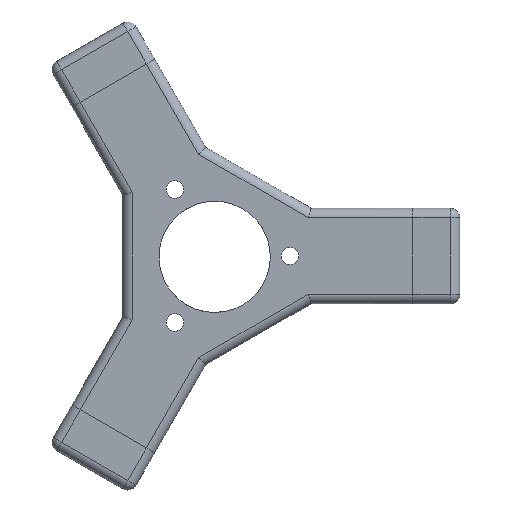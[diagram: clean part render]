
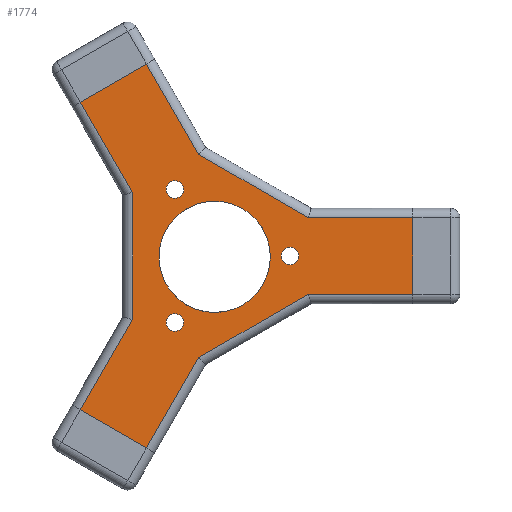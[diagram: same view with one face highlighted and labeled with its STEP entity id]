
A CAD part, front view. The second image highlights one B-rep face of the part: STEP entity #1774.
In plain terms, the highlighted planar face has unit normal (0, -1, 0).
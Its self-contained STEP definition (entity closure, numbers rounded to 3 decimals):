
#43=FACE_BOUND('',#276,.T.);
#44=FACE_BOUND('',#277,.T.);
#45=FACE_BOUND('',#278,.T.);
#46=FACE_BOUND('',#279,.T.);
#78=PLANE('',#1967);
#164=FACE_OUTER_BOUND('',#275,.T.);
#275=EDGE_LOOP('',(#1370,#1371,#1372,#1373,#1374,#1375,#1376,#1377,#1378,
#1379,#1380,#1381,#1382,#1383,#1384));
#276=EDGE_LOOP('',(#1385));
#277=EDGE_LOOP('',(#1386));
#278=EDGE_LOOP('',(#1387));
#279=EDGE_LOOP('',(#1388));
#367=LINE('',#2721,#506);
#368=LINE('',#2722,#507);
#390=LINE('',#2814,#529);
#391=LINE('',#2815,#530);
#413=LINE('',#2909,#552);
#414=LINE('',#2910,#553);
#418=LINE('',#2931,#557);
#419=LINE('',#2933,#558);
#420=LINE('',#2935,#559);
#421=LINE('',#2936,#560);
#422=LINE('',#2938,#561);
#423=LINE('',#2940,#562);
#424=LINE('',#2941,#563);
#425=LINE('',#2943,#564);
#426=LINE('',#2944,#565);
#506=VECTOR('',#2149,10.);
#507=VECTOR('',#2150,10.);
#529=VECTOR('',#2254,10.);
#530=VECTOR('',#2255,10.);
#552=VECTOR('',#2361,10.);
#553=VECTOR('',#2362,10.);
#557=VECTOR('',#2386,10.);
#558=VECTOR('',#2387,10.);
#559=VECTOR('',#2388,10.);
#560=VECTOR('',#2389,10.);
#561=VECTOR('',#2390,10.);
#562=VECTOR('',#2391,10.);
#563=VECTOR('',#2392,10.);
#564=VECTOR('',#2393,10.);
#565=VECTOR('',#2394,10.);
#697=CIRCLE('',#1968,2.75);
#698=CIRCLE('',#1969,2.75);
#699=CIRCLE('',#1970,2.75);
#700=CIRCLE('',#1971,17.5);
#739=VERTEX_POINT('',#2691);
#746=VERTEX_POINT('',#2714);
#748=VERTEX_POINT('',#2720);
#767=VERTEX_POINT('',#2782);
#775=VERTEX_POINT('',#2807);
#777=VERTEX_POINT('',#2813);
#797=VERTEX_POINT('',#2877);
#805=VERTEX_POINT('',#2902);
#807=VERTEX_POINT('',#2908);
#814=VERTEX_POINT('',#2930);
#815=VERTEX_POINT('',#2932);
#816=VERTEX_POINT('',#2934);
#817=VERTEX_POINT('',#2937);
#818=VERTEX_POINT('',#2939);
#819=VERTEX_POINT('',#2942);
#820=VERTEX_POINT('',#2945);
#821=VERTEX_POINT('',#2947);
#822=VERTEX_POINT('',#2949);
#823=VERTEX_POINT('',#2951);
#917=EDGE_CURVE('',#739,#748,#367,.T.);
#918=EDGE_CURVE('',#746,#748,#368,.T.);
#963=EDGE_CURVE('',#767,#777,#390,.T.);
#964=EDGE_CURVE('',#775,#777,#391,.T.);
#1010=EDGE_CURVE('',#797,#807,#413,.T.);
#1011=EDGE_CURVE('',#805,#807,#414,.T.);
#1021=EDGE_CURVE('',#805,#814,#418,.T.);
#1022=EDGE_CURVE('',#815,#797,#419,.T.);
#1023=EDGE_CURVE('',#816,#815,#420,.T.);
#1024=EDGE_CURVE('',#746,#816,#421,.T.);
#1025=EDGE_CURVE('',#817,#739,#422,.T.);
#1026=EDGE_CURVE('',#818,#817,#423,.T.);
#1027=EDGE_CURVE('',#775,#818,#424,.T.);
#1028=EDGE_CURVE('',#819,#767,#425,.T.);
#1029=EDGE_CURVE('',#814,#819,#426,.T.);
#1030=EDGE_CURVE('',#820,#820,#697,.T.);
#1031=EDGE_CURVE('',#821,#821,#698,.T.);
#1032=EDGE_CURVE('',#822,#822,#699,.T.);
#1033=EDGE_CURVE('',#823,#823,#700,.T.);
#1370=ORIENTED_EDGE('',*,*,#1021,.F.);
#1371=ORIENTED_EDGE('',*,*,#1011,.T.);
#1372=ORIENTED_EDGE('',*,*,#1010,.F.);
#1373=ORIENTED_EDGE('',*,*,#1022,.F.);
#1374=ORIENTED_EDGE('',*,*,#1023,.F.);
#1375=ORIENTED_EDGE('',*,*,#1024,.F.);
#1376=ORIENTED_EDGE('',*,*,#918,.T.);
#1377=ORIENTED_EDGE('',*,*,#917,.F.);
#1378=ORIENTED_EDGE('',*,*,#1025,.F.);
#1379=ORIENTED_EDGE('',*,*,#1026,.F.);
#1380=ORIENTED_EDGE('',*,*,#1027,.F.);
#1381=ORIENTED_EDGE('',*,*,#964,.T.);
#1382=ORIENTED_EDGE('',*,*,#963,.F.);
#1383=ORIENTED_EDGE('',*,*,#1028,.F.);
#1384=ORIENTED_EDGE('',*,*,#1029,.F.);
#1385=ORIENTED_EDGE('',*,*,#1030,.T.);
#1386=ORIENTED_EDGE('',*,*,#1031,.T.);
#1387=ORIENTED_EDGE('',*,*,#1032,.T.);
#1388=ORIENTED_EDGE('',*,*,#1033,.T.);
#1774=ADVANCED_FACE('',(#164,#43,#44,#45,#46),#78,.T.);
#1967=AXIS2_PLACEMENT_3D('',#2929,#2384,#2385);
#1968=AXIS2_PLACEMENT_3D('',#2946,#2395,#2396);
#1969=AXIS2_PLACEMENT_3D('',#2948,#2397,#2398);
#1970=AXIS2_PLACEMENT_3D('',#2950,#2399,#2400);
#1971=AXIS2_PLACEMENT_3D('',#2952,#2401,#2402);
#2149=DIRECTION('',(0.,0.,-1.));
#2150=DIRECTION('',(0.,0.,1.));
#2254=DIRECTION('',(0.866,0.,0.5));
#2255=DIRECTION('',(-0.866,0.,-0.5));
#2361=DIRECTION('',(-0.866,0.,0.5));
#2362=DIRECTION('',(0.866,0.,-0.5));
#2384=DIRECTION('center_axis',(0.,-1.,0.));
#2385=DIRECTION('ref_axis',(-0.866,0.,0.5));
#2386=DIRECTION('',(0.5,0.,0.866));
#2387=DIRECTION('',(-0.5,0.,-0.866));
#2388=DIRECTION('',(-0.866,0.,-0.5));
#2389=DIRECTION('',(-1.,0.,0.));
#2390=DIRECTION('',(1.,0.,0.));
#2391=DIRECTION('',(0.866,0.,-0.5));
#2392=DIRECTION('',(0.5,0.,-0.866));
#2393=DIRECTION('',(-0.5,0.,0.866));
#2394=DIRECTION('',(0.,0.,1.));
#2395=DIRECTION('center_axis',(0.,1.,0.));
#2396=DIRECTION('ref_axis',(-1.,0.,0.));
#2397=DIRECTION('center_axis',(0.,1.,0.));
#2398=DIRECTION('ref_axis',(-1.,0.,0.));
#2399=DIRECTION('center_axis',(0.,1.,0.));
#2400=DIRECTION('ref_axis',(-1.,0.,0.));
#2401=DIRECTION('center_axis',(0.,1.,0.));
#2402=DIRECTION('ref_axis',(1.,0.,0.));
#2691=CARTESIAN_POINT('',(297.352,848.,290.976));
#2714=CARTESIAN_POINT('',(297.352,848.,266.976));
#2720=CARTESIAN_POINT('',(297.352,848.,278.976));
#2721=CARTESIAN_POINT('',(297.352,848.,263.976));
#2722=CARTESIAN_POINT('',(297.352,848.,284.976));
#2782=CARTESIAN_POINT('',(192.802,848.,327.338));
#2807=CARTESIAN_POINT('',(213.587,848.,339.338));
#2813=CARTESIAN_POINT('',(203.194,848.,333.338));
#2814=CARTESIAN_POINT('',(216.185,848.,340.838));
#2815=CARTESIAN_POINT('',(197.998,848.,330.338));
#2877=CARTESIAN_POINT('',(213.587,848.,218.614));
#2902=CARTESIAN_POINT('',(192.802,848.,230.614));
#2908=CARTESIAN_POINT('',(203.194,848.,224.614));
#2909=CARTESIAN_POINT('',(190.204,848.,232.114));
#2910=CARTESIAN_POINT('',(208.391,848.,221.614));
#2929=CARTESIAN_POINT('Origin',(232.185,848.,244.827));
#2930=CARTESIAN_POINT('',(209.204,848.,259.023));
#2931=CARTESIAN_POINT('',(208.802,848.,258.327));
#2932=CARTESIAN_POINT('',(229.989,848.,247.023));
#2933=CARTESIAN_POINT('',(229.587,848.,246.327));
#2934=CARTESIAN_POINT('',(264.548,848.,266.976));
#2935=CARTESIAN_POINT('',(230.685,848.,247.425));
#2936=CARTESIAN_POINT('',(248.768,848.,266.976));
#2937=CARTESIAN_POINT('',(264.548,848.,290.976));
#2938=CARTESIAN_POINT('',(248.768,848.,290.976));
#2939=CARTESIAN_POINT('',(229.989,848.,310.929));
#2940=CARTESIAN_POINT('',(262.055,848.,292.416));
#2941=CARTESIAN_POINT('',(244.374,848.,286.014));
#2942=CARTESIAN_POINT('',(209.204,848.,298.929));
#2943=CARTESIAN_POINT('',(223.589,848.,274.014));
#2944=CARTESIAN_POINT('',(209.204,848.,271.476));
#2945=CARTESIAN_POINT('',(261.466,848.,278.976));
#2946=CARTESIAN_POINT('Origin',(258.716,848.,278.976));
#2947=CARTESIAN_POINT('',(225.262,848.,299.878));
#2948=CARTESIAN_POINT('Origin',(222.512,848.,299.878));
#2949=CARTESIAN_POINT('',(225.262,848.,258.074));
#2950=CARTESIAN_POINT('Origin',(222.512,848.,258.074));
#2951=CARTESIAN_POINT('',(217.534,848.,278.715));
#2952=CARTESIAN_POINT('Origin',(235.034,848.,278.715));
